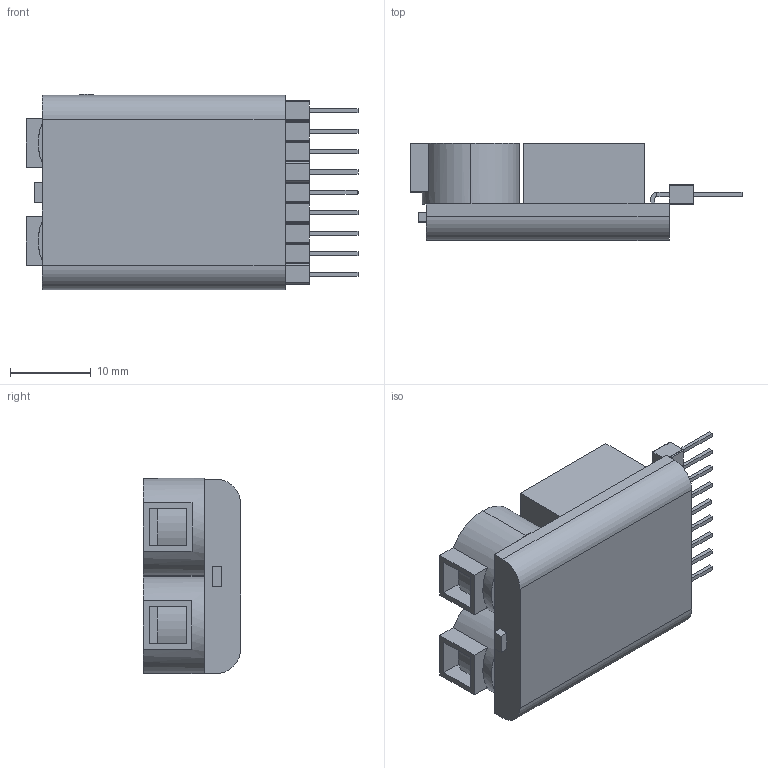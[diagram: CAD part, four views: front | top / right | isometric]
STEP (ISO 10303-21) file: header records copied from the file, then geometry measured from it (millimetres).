
FILE_DESCRIPTION (( 'STEP AP214' ), '1' );
FILE_NAME ('Baterijas testeris.STEP', '2019-01-10T08:41:13', ( '' ), ( '' ), 'SwSTEP 2.0', 'SolidWorks 2016', '' );
FILE_SCHEMA (( 'AUTOMOTIVE_DESIGN' ));
Length unit declared in the file: millimetre
Products named in the file (1): Baterijas testeris
Bounding box: 41 x 12 x 24.1 mm (x, y, z)
Volume: 7623.3 mm3; surface area: 3785.9 mm2
Topology: 10 solids, 10 shells, 277 faces, 697 edges, 461 vertices
Faces by surface type: plane 227, cylinder 46, sphere 2, bspline 2
Entity records: 8786 total; most frequent: CARTESIAN_POINT 1484, ORIENTED_EDGE 1386, DIRECTION 1353, EDGE_CURVE 693, LINE 585, VECTOR 585, VERTEX_POINT 459, AXIS2_PLACEMENT_3D 384
